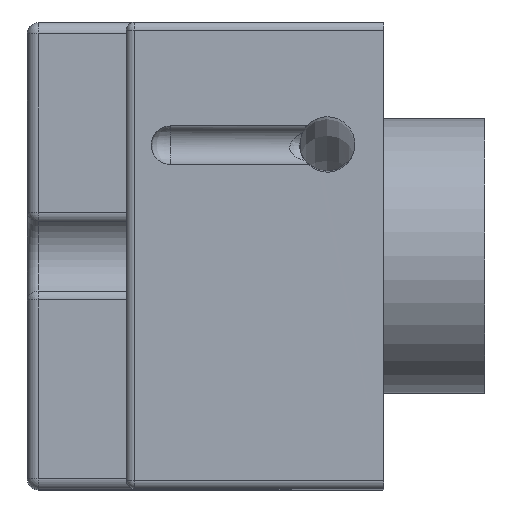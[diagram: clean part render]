
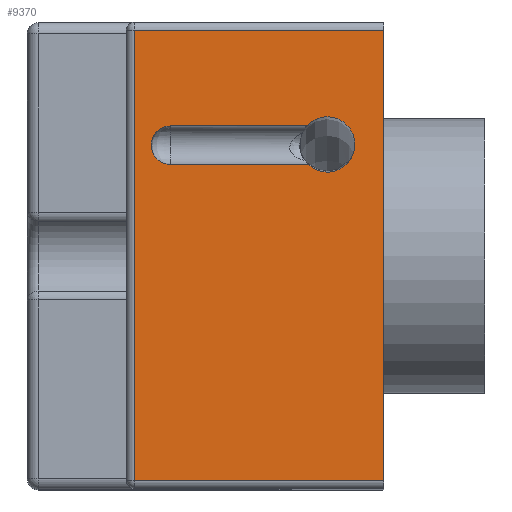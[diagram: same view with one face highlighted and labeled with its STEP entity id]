
A CAD part, top view. The second image highlights one B-rep face of the part: STEP entity #9370.
In plain terms, the highlighted planar face has unit normal (0, 0, 1).
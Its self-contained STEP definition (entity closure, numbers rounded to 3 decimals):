
#201=B_SPLINE_CURVE_WITH_KNOTS('',3,(#19679,#19680,#19681,#19682,#19683,
#19684,#19685,#19686,#19687,#19688,#19689,#19690,#19691,#19692,#19693,#19694,
#19695,#19696,#19697,#19698,#19699,#19700,#19701,#19702),.UNSPECIFIED.,
 .F.,.F.,(4,2,2,2,2,2,2,2,2,2,2,4),(0.517,0.588,
0.686,0.783,0.88,0.978,
1.076,1.175,1.273,1.371,1.469,
1.517),.UNSPECIFIED.);
#207=B_SPLINE_CURVE_WITH_KNOTS('',3,(#19762,#19763,#19764,#19765,#19766,
#19767,#19768,#19769,#19770,#19771,#19772,#19773,#19774,#19775,#19776,#19777,
#19778,#19779,#19780,#19781,#19782,#19783,#19784,#19785,#19786,#19787,#19788,
#19789,#19790,#19791,#19792),.UNSPECIFIED.,.F.,.F.,(4,3,3,3,3,3,3,3,3,3,
4),(1.517,1.524,1.55,1.576,
1.579,1.605,1.632,1.659,1.676,
1.703,1.708),.UNSPECIFIED.);
#272=FACE_BOUND('',#1611,.T.);
#350=PLANE('',#10110);
#1052=FACE_OUTER_BOUND('',#1610,.T.);
#1610=EDGE_LOOP('',(#7180,#7181,#7182,#7183));
#1611=EDGE_LOOP('',(#7184,#7185,#7186,#7187,#7188));
#2145=LINE('',#19941,#2995);
#2146=LINE('',#19943,#2996);
#2147=LINE('',#19945,#2997);
#2148=LINE('',#19946,#2998);
#2149=LINE('',#19948,#2999);
#2150=LINE('',#19951,#3000);
#2995=VECTOR('',#11516,10.);
#2996=VECTOR('',#11517,10.);
#2997=VECTOR('',#11518,10.);
#2998=VECTOR('',#11519,10.);
#2999=VECTOR('',#11520,10.);
#3000=VECTOR('',#11523,10.);
#3790=CIRCLE('',#10111,1.75);
#4263=VERTEX_POINT('',#19677);
#4264=VERTEX_POINT('',#19678);
#4269=VERTEX_POINT('',#19745);
#4271=VERTEX_POINT('',#19939);
#4272=VERTEX_POINT('',#19940);
#4273=VERTEX_POINT('',#19942);
#4274=VERTEX_POINT('',#19944);
#4275=VERTEX_POINT('',#19947);
#4276=VERTEX_POINT('',#19949);
#5333=EDGE_CURVE('',#4263,#4264,#201,.T.);
#5339=EDGE_CURVE('',#4264,#4269,#207,.T.);
#5342=EDGE_CURVE('',#4271,#4272,#2145,.T.);
#5343=EDGE_CURVE('',#4273,#4271,#2146,.T.);
#5344=EDGE_CURVE('',#4274,#4273,#2147,.T.);
#5345=EDGE_CURVE('',#4272,#4274,#2148,.T.);
#5346=EDGE_CURVE('',#4269,#4275,#2149,.T.);
#5347=EDGE_CURVE('',#4275,#4276,#3790,.T.);
#5348=EDGE_CURVE('',#4276,#4263,#2150,.T.);
#7180=ORIENTED_EDGE('',*,*,#5342,.F.);
#7181=ORIENTED_EDGE('',*,*,#5343,.F.);
#7182=ORIENTED_EDGE('',*,*,#5344,.F.);
#7183=ORIENTED_EDGE('',*,*,#5345,.F.);
#7184=ORIENTED_EDGE('',*,*,#5333,.T.);
#7185=ORIENTED_EDGE('',*,*,#5339,.T.);
#7186=ORIENTED_EDGE('',*,*,#5346,.T.);
#7187=ORIENTED_EDGE('',*,*,#5347,.T.);
#7188=ORIENTED_EDGE('',*,*,#5348,.T.);
#9370=ADVANCED_FACE('',(#1052,#272),#350,.T.);
#10110=AXIS2_PLACEMENT_3D('',#19938,#11514,#11515);
#10111=AXIS2_PLACEMENT_3D('',#19950,#11521,#11522);
#11514=DIRECTION('center_axis',(0.,0.,
1.));
#11515=DIRECTION('ref_axis',(0.,1.,0.));
#11516=DIRECTION('',(0.,1.,0.));
#11517=DIRECTION('',(-1.,0.,0.));
#11518=DIRECTION('',(0.,-1.,0.));
#11519=DIRECTION('',(1.,0.,0.));
#11520=DIRECTION('',(-1.,0.,0.));
#11521=DIRECTION('center_axis',(0.,0.,
-1.));
#11522=DIRECTION('ref_axis',(0.,-1.,0.));
#11523=DIRECTION('',(1.,0.,0.));
#19677=CARTESIAN_POINT('',(-57.307,140.292,40.967));
#19678=CARTESIAN_POINT('',(-55.449,136.101,40.967));
#19679=CARTESIAN_POINT('Ctrl Pts',(-57.307,140.292,40.967));
#19680=CARTESIAN_POINT('Ctrl Pts',(-57.15,140.468,40.967));
#19681=CARTESIAN_POINT('Ctrl Pts',(-56.969,140.62,40.967));
#19682=CARTESIAN_POINT('Ctrl Pts',(-56.493,140.917,40.967));
#19683=CARTESIAN_POINT('Ctrl Pts',(-56.186,141.034,40.967));
#19684=CARTESIAN_POINT('Ctrl Pts',(-55.545,141.142,40.967));
#19685=CARTESIAN_POINT('Ctrl Pts',(-55.218,141.134,40.967));
#19686=CARTESIAN_POINT('Ctrl Pts',(-54.584,140.991,40.967));
#19687=CARTESIAN_POINT('Ctrl Pts',(-54.284,140.858,40.967));
#19688=CARTESIAN_POINT('Ctrl Pts',(-53.752,140.485,40.967));
#19689=CARTESIAN_POINT('Ctrl Pts',(-53.524,140.248,40.967));
#19690=CARTESIAN_POINT('Ctrl Pts',(-53.171,139.699,40.967));
#19691=CARTESIAN_POINT('Ctrl Pts',(-53.05,139.393,40.967));
#19692=CARTESIAN_POINT('Ctrl Pts',(-52.931,138.748,40.967));
#19693=CARTESIAN_POINT('Ctrl Pts',(-52.935,138.417,40.967));
#19694=CARTESIAN_POINT('Ctrl Pts',(-53.07,137.775,40.967));
#19695=CARTESIAN_POINT('Ctrl Pts',(-53.199,137.47,40.967));
#19696=CARTESIAN_POINT('Ctrl Pts',(-53.568,136.927,40.967));
#19697=CARTESIAN_POINT('Ctrl Pts',(-53.803,136.695,40.967));
#19698=CARTESIAN_POINT('Ctrl Pts',(-54.347,136.335,40.967));
#19699=CARTESIAN_POINT('Ctrl Pts',(-54.651,136.21,40.967));
#19700=CARTESIAN_POINT('Ctrl Pts',(-55.128,136.117,40.967));
#19701=CARTESIAN_POINT('Ctrl Pts',(-55.288,136.101,40.967));
#19702=CARTESIAN_POINT('Ctrl Pts',(-55.449,136.101,40.967));
#19745=CARTESIAN_POINT('',(-57.171,136.792,40.967));
#19762=CARTESIAN_POINT('Ctrl Pts',(-55.449,136.101,40.967));
#19763=CARTESIAN_POINT('Ctrl Pts',(-55.471,136.101,40.967));
#19764=CARTESIAN_POINT('Ctrl Pts',(-55.494,136.102,40.967));
#19765=CARTESIAN_POINT('Ctrl Pts',(-55.517,136.102,40.967));
#19766=CARTESIAN_POINT('Ctrl Pts',(-55.603,136.105,40.967));
#19767=CARTESIAN_POINT('Ctrl Pts',(-55.69,136.112,40.967));
#19768=CARTESIAN_POINT('Ctrl Pts',(-55.775,136.124,40.967));
#19769=CARTESIAN_POINT('Ctrl Pts',(-55.863,136.136,40.967));
#19770=CARTESIAN_POINT('Ctrl Pts',(-55.95,136.153,40.967));
#19771=CARTESIAN_POINT('Ctrl Pts',(-56.036,136.174,40.967));
#19772=CARTESIAN_POINT('Ctrl Pts',(-56.044,136.176,40.967));
#19773=CARTESIAN_POINT('Ctrl Pts',(-56.052,136.178,40.967));
#19774=CARTESIAN_POINT('Ctrl Pts',(-56.059,136.18,40.967));
#19775=CARTESIAN_POINT('Ctrl Pts',(-56.145,136.202,40.967));
#19776=CARTESIAN_POINT('Ctrl Pts',(-56.229,136.229,40.967));
#19777=CARTESIAN_POINT('Ctrl Pts',(-56.312,136.26,40.967));
#19778=CARTESIAN_POINT('Ctrl Pts',(-56.395,136.291,40.967));
#19779=CARTESIAN_POINT('Ctrl Pts',(-56.477,136.326,40.968));
#19780=CARTESIAN_POINT('Ctrl Pts',(-56.557,136.366,40.968));
#19781=CARTESIAN_POINT('Ctrl Pts',(-56.636,136.405,40.968));
#19782=CARTESIAN_POINT('Ctrl Pts',(-56.713,136.448,40.967));
#19783=CARTESIAN_POINT('Ctrl Pts',(-56.788,136.496,40.967));
#19784=CARTESIAN_POINT('Ctrl Pts',(-56.837,136.527,40.967));
#19785=CARTESIAN_POINT('Ctrl Pts',(-56.884,136.559,40.967));
#19786=CARTESIAN_POINT('Ctrl Pts',(-56.931,136.593,40.967));
#19787=CARTESIAN_POINT('Ctrl Pts',(-57.003,136.646,40.967));
#19788=CARTESIAN_POINT('Ctrl Pts',(-57.072,136.702,40.967));
#19789=CARTESIAN_POINT('Ctrl Pts',(-57.138,136.762,40.967));
#19790=CARTESIAN_POINT('Ctrl Pts',(-57.149,136.772,40.967));
#19791=CARTESIAN_POINT('Ctrl Pts',(-57.161,136.783,40.967));
#19792=CARTESIAN_POINT('Ctrl Pts',(-57.172,136.793,40.967));
#19938=CARTESIAN_POINT('Origin',(-58.629,119.242,40.967));
#19939=CARTESIAN_POINT('',(-72.954,108.092,40.967));
#19940=CARTESIAN_POINT('',(-72.954,148.992,40.967));
#19941=CARTESIAN_POINT('',(-72.954,123.892,40.967));
#19942=CARTESIAN_POINT('',(-50.329,108.092,40.967));
#19943=CARTESIAN_POINT('',(-63.939,108.092,40.967));
#19944=CARTESIAN_POINT('',(-50.329,148.992,40.967));
#19945=CARTESIAN_POINT('',(-50.329,149.742,40.967));
#19946=CARTESIAN_POINT('',(-58.729,148.992,40.967));
#19947=CARTESIAN_POINT('',(-69.704,136.792,40.967));
#19948=CARTESIAN_POINT('',(-65.666,136.792,40.967));
#19949=CARTESIAN_POINT('',(-69.704,140.292,40.967));
#19950=CARTESIAN_POINT('Origin',(-69.704,138.542,40.967));
#19951=CARTESIAN_POINT('',(-65.666,140.292,40.967));
